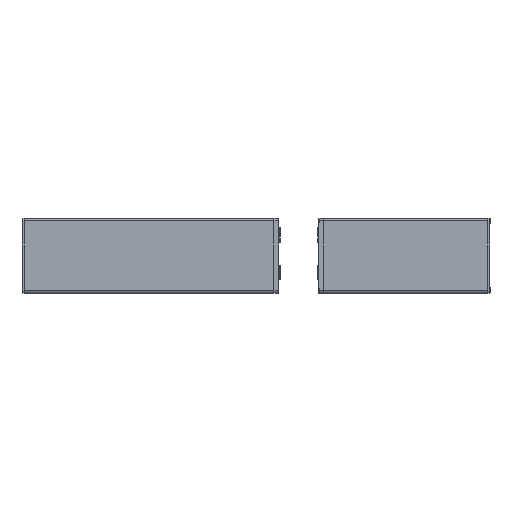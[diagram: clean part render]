
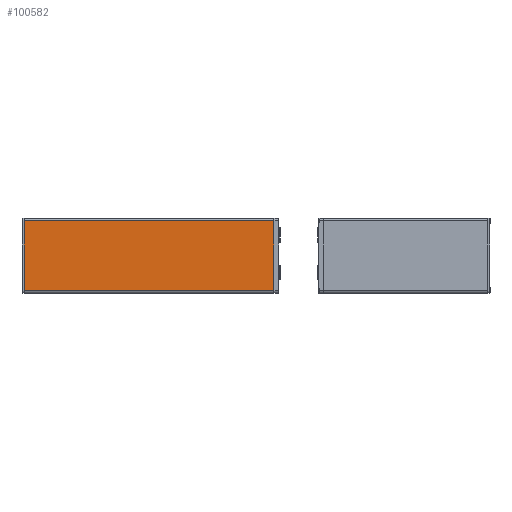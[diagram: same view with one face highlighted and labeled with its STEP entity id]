
A CAD part, left-side view. The second image highlights one B-rep face of the part: STEP entity #100582.
In plain terms, the highlighted planar face has unit normal (-1, 0, 0).
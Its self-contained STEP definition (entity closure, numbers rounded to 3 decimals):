
#3429=PLANE('',#107456);
#6587=FACE_OUTER_BOUND('',#12356,.T.);
#12356=EDGE_LOOP('',(#73725,#73726,#73727,#73728));
#19366=LINE('',#157106,#28810);
#19367=LINE('',#157109,#28811);
#19368=LINE('',#157111,#28812);
#19369=LINE('',#157112,#28813);
#28810=VECTOR('',#123102,1.);
#28811=VECTOR('',#123105,1.);
#28812=VECTOR('',#123106,1.);
#28813=VECTOR('',#123107,1.);
#44171=VERTEX_POINT('',#157102);
#44172=VERTEX_POINT('',#157104);
#44173=VERTEX_POINT('',#157108);
#44174=VERTEX_POINT('',#157110);
#55588=EDGE_CURVE('',#44171,#44172,#19366,.T.);
#55589=EDGE_CURVE('',#44173,#44171,#19367,.T.);
#55590=EDGE_CURVE('',#44174,#44172,#19368,.T.);
#55591=EDGE_CURVE('',#44173,#44174,#19369,.T.);
#73725=ORIENTED_EDGE('',*,*,#55589,.T.);
#73726=ORIENTED_EDGE('',*,*,#55588,.T.);
#73727=ORIENTED_EDGE('',*,*,#55590,.F.);
#73728=ORIENTED_EDGE('',*,*,#55591,.F.);
#100582=ADVANCED_FACE('',(#6587),#3429,.T.);
#107456=AXIS2_PLACEMENT_3D('',#157107,#123103,#123104);
#123102=DIRECTION('',(0.,-1.,0.));
#123103=DIRECTION('center_axis',(-1.,0.,0.));
#123104=DIRECTION('ref_axis',(0.,0.,-1.));
#123105=DIRECTION('',(0.,0.,-1.));
#123106=DIRECTION('',(0.,0.,-1.));
#123107=DIRECTION('',(0.,-1.,0.));
#157102=CARTESIAN_POINT('',(-414.45,1485.489,-173.634));
#157104=CARTESIAN_POINT('',(-414.45,1135.489,-173.634));
#157106=CARTESIAN_POINT('',(-414.45,1485.489,-173.634));
#157107=CARTESIAN_POINT('Origin',(-414.45,1485.489,-75.634));
#157108=CARTESIAN_POINT('',(-414.45,1485.489,-75.634));
#157109=CARTESIAN_POINT('',(-414.45,1485.489,-75.634));
#157110=CARTESIAN_POINT('',(-414.45,1135.489,-75.634));
#157111=CARTESIAN_POINT('',(-414.45,1135.489,-75.634));
#157112=CARTESIAN_POINT('',(-414.45,1485.489,-75.634));
